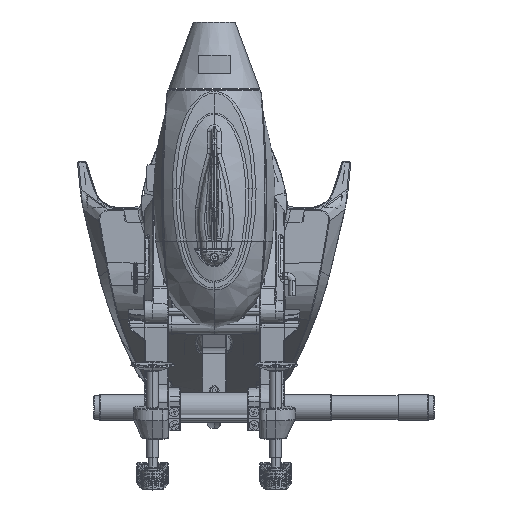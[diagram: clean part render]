
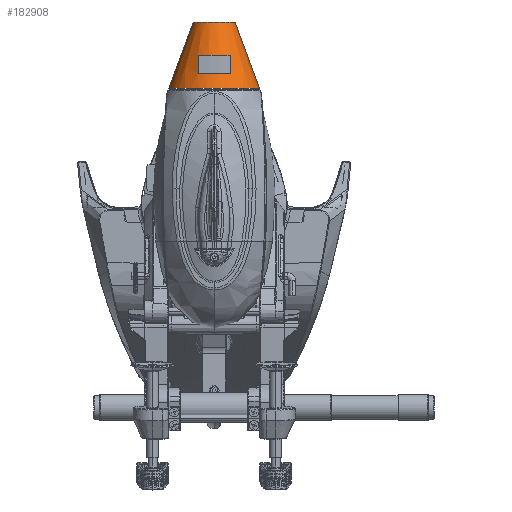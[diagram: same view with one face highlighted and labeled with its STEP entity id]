
A CAD part, front view. The second image highlights one B-rep face of the part: STEP entity #182908.
In plain terms, the highlighted conical face has half-angle 20.33 degrees and reference radius 17.326 mm.
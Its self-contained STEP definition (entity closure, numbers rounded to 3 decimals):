
#4271 = FACE_OUTER_BOUND ( 'NONE', #193435, .T. ) ;
#17187 = AXIS2_PLACEMENT_3D ( 'NONE', #66704, #106323, #27820 ) ;
#24047 = DIRECTION ( 'NONE',  ( -1., 0., 0. ) ) ;
#26468 = DIRECTION ( 'NONE',  ( 1., 0., 0. ) ) ;
#27820 = DIRECTION ( 'NONE',  ( -1., 0., 0. ) ) ;
#31230 = EDGE_CURVE ( 'NONE', #98011, #191123, #252258, .T. ) ;
#33695 = CARTESIAN_POINT ( 'NONE',  ( 0., -165.602, 152.735 ) ) ;
#38364 = CONICAL_SURFACE ( 'NONE', #119914, 17.326, 0.355 ) ;
#42927 = DIRECTION ( 'NONE',  ( -0.347, 0., -0.938 ) ) ;
#44369 = VERTEX_POINT ( 'NONE', #100519 ) ;
#48133 = ORIENTED_EDGE ( 'NONE', *, *, #115686, .T. ) ;
#49718 = CARTESIAN_POINT ( 'NONE',  ( 0., -165.602, 152.735 ) ) ;
#51829 = CARTESIAN_POINT ( 'NONE',  ( -13.225, -195.814, 110.485 ) ) ;
#52124 = EDGE_CURVE ( 'NONE', #44369, #152605, #232490, .T. ) ;
#52756 = CARTESIAN_POINT ( 'NONE',  ( 37.519, -165.602, 98.235 ) ) ;
#54428 = CARTESIAN_POINT ( 'NONE',  ( 13.225, -189.625, 125.485 ) ) ;
#63452 = CARTESIAN_POINT ( 'NONE',  ( -37.519, -165.602, 98.235 ) ) ;
#65400 = B_SPLINE_CURVE_WITH_KNOTS ( 'NONE', 3,
 ( #51829, #170948, #230302, #189898 ),
 .UNSPECIFIED., .F., .F.,
 ( 4, 4 ),
 ( 0.035, 0.052 ),
 .UNSPECIFIED. ) ;
#66704 = CARTESIAN_POINT ( 'NONE',  ( 0., -165.602, 125.485 ) ) ;
#67314 = EDGE_CURVE ( 'NONE', #199305, #76862, #146592, .T. ) ;
#67566 = AXIS2_PLACEMENT_3D ( 'NONE', #92966, #173273, #230892 ) ;
#72673 = ORIENTED_EDGE ( 'NONE', *, *, #31230, .F. ) ;
#76862 = VERTEX_POINT ( 'NONE', #151847 ) ;
#76865 = CARTESIAN_POINT ( 'NONE',  ( 13.225, -195.814, 110.485 ) ) ;
#92966 = CARTESIAN_POINT ( 'NONE',  ( 0., -165.602, 110.485 ) ) ;
#94440 = CARTESIAN_POINT ( 'NONE',  ( 13.225, -195.814, 110.485 ) ) ;
#95098 = CARTESIAN_POINT ( 'NONE',  ( -13.225, -189.625, 125.485 ) ) ;
#95129 = EDGE_CURVE ( 'NONE', #254712, #235928, #132708, .T. ) ;
#98011 = VERTEX_POINT ( 'NONE', #174244 ) ;
#100519 = CARTESIAN_POINT ( 'NONE',  ( -13.225, -195.814, 110.485 ) ) ;
#105834 = DIRECTION ( 'NONE',  ( 0., 0., 1. ) ) ;
#106323 = DIRECTION ( 'NONE',  ( 0., 0., 1. ) ) ;
#114722 = CIRCLE ( 'NONE', #154621, 37.519 ) ;
#115686 = EDGE_CURVE ( 'NONE', #44369, #199305, #65400, .T. ) ;
#119914 = AXIS2_PLACEMENT_3D ( 'NONE', #33695, #174400, #254299 ) ;
#120910 = CARTESIAN_POINT ( 'NONE',  ( 17.326, -165.602, 152.735 ) ) ;
#121209 = ORIENTED_EDGE ( 'NONE', *, *, #149814, .F. ) ;
#126128 = ORIENTED_EDGE ( 'NONE', *, *, #193188, .F. ) ;
#132708 = LINE ( 'NONE', #201636, #200511 ) ;
#142258 = DIRECTION ( 'NONE',  ( 0., 0., -1. ) ) ;
#146592 = CIRCLE ( 'NONE', #17187, 27.422 ) ;
#149814 = EDGE_CURVE ( 'NONE', #191123, #235928, #114722, .T. ) ;
#151847 = CARTESIAN_POINT ( 'NONE',  ( 13.225, -189.625, 125.485 ) ) ;
#152605 = VERTEX_POINT ( 'NONE', #94440 ) ;
#153689 = CARTESIAN_POINT ( 'NONE',  ( -17.326, -165.602, 152.735 ) ) ;
#154621 = AXIS2_PLACEMENT_3D ( 'NONE', #224113, #142258, #24047 ) ;
#170948 = CARTESIAN_POINT ( 'NONE',  ( -13.225, -193.786, 115.5 ) ) ;
#173273 = DIRECTION ( 'NONE',  ( 0., 0., 1. ) ) ;
#174244 = CARTESIAN_POINT ( 'NONE',  ( 17.326, -165.602, 152.735 ) ) ;
#174400 = DIRECTION ( 'NONE',  ( 0., 0., -1. ) ) ;
#174445 = ORIENTED_EDGE ( 'NONE', *, *, #67314, .T. ) ;
#175409 = ORIENTED_EDGE ( 'NONE', *, *, #52124, .F. ) ;
#176962 = CARTESIAN_POINT ( 'NONE',  ( 13.225, -193.786, 115.5 ) ) ;
#182908 = ADVANCED_FACE ( 'NONE', ( #4271, #248079 ), #38364, .T. ) ;
#184070 = EDGE_CURVE ( 'NONE', #76862, #152605, #230377, .T. ) ;
#184489 = ORIENTED_EDGE ( 'NONE', *, *, #184070, .T. ) ;
#189898 = CARTESIAN_POINT ( 'NONE',  ( -13.225, -189.625, 125.485 ) ) ;
#191123 = VERTEX_POINT ( 'NONE', #52756 ) ;
#193188 = EDGE_CURVE ( 'NONE', #254712, #98011, #222281, .T. ) ;
#193435 = EDGE_LOOP ( 'NONE', ( #72673, #126128, #239657, #121209 ) ) ;
#199305 = VERTEX_POINT ( 'NONE', #95098 ) ;
#200511 = VECTOR ( 'NONE', #42927, 1000. ) ;
#201636 = CARTESIAN_POINT ( 'NONE',  ( -17.326, -165.602, 152.735 ) ) ;
#206119 = VECTOR ( 'NONE', #218370, 1000. ) ;
#212266 = CARTESIAN_POINT ( 'NONE',  ( 13.225, -191.731, 120.504 ) ) ;
#218077 = AXIS2_PLACEMENT_3D ( 'NONE', #49718, #105834, #26468 ) ;
#218370 = DIRECTION ( 'NONE',  ( 0.347, 0., -0.938 ) ) ;
#222281 = CIRCLE ( 'NONE', #218077, 17.326 ) ;
#224113 = CARTESIAN_POINT ( 'NONE',  ( 0., -165.602, 98.235 ) ) ;
#224736 = EDGE_LOOP ( 'NONE', ( #175409, #48133, #174445, #184489 ) ) ;
#230302 = CARTESIAN_POINT ( 'NONE',  ( -13.225, -191.731, 120.504 ) ) ;
#230377 = B_SPLINE_CURVE_WITH_KNOTS ( 'NONE', 3,
 ( #54428, #212266, #176962, #76865 ),
 .UNSPECIFIED., .F., .F.,
 ( 4, 4 ),
 ( 0.024, 0.04 ),
 .UNSPECIFIED. ) ;
#230892 = DIRECTION ( 'NONE',  ( -1., 0., 0. ) ) ;
#232490 = CIRCLE ( 'NONE', #67566, 32.98 ) ;
#235928 = VERTEX_POINT ( 'NONE', #63452 ) ;
#239657 = ORIENTED_EDGE ( 'NONE', *, *, #95129, .T. ) ;
#248079 = FACE_BOUND ( 'NONE', #224736, .T. ) ;
#252258 = LINE ( 'NONE', #120910, #206119 ) ;
#254299 = DIRECTION ( 'NONE',  ( -1., 0., 0. ) ) ;
#254712 = VERTEX_POINT ( 'NONE', #153689 ) ;
